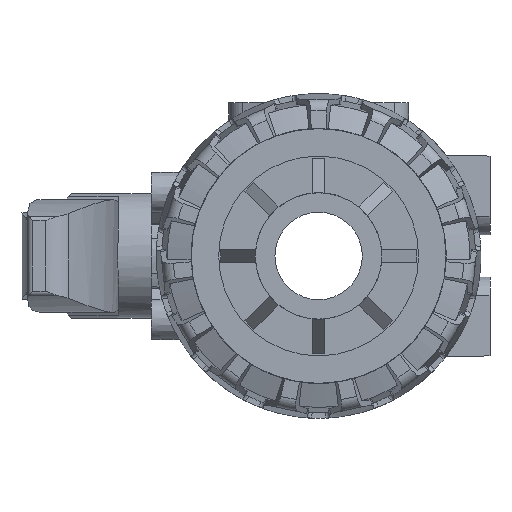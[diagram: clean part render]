
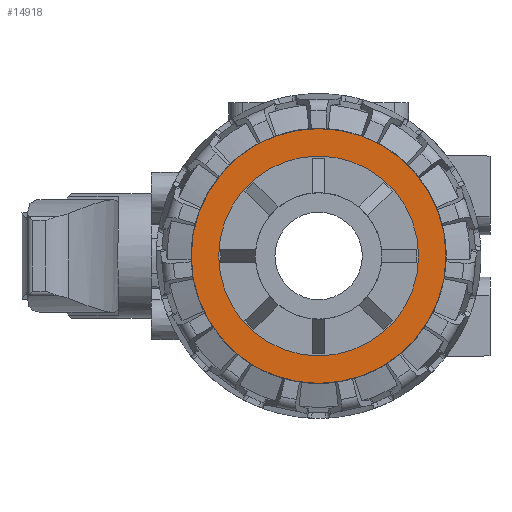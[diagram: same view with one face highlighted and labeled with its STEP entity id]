
A CAD part, left-side view. The second image highlights one B-rep face of the part: STEP entity #14918.
In plain terms, the highlighted face is planar.
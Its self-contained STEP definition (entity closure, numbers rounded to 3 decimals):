
#1224=FACE_BOUND($,#3575,.T.);
#1225=FACE_BOUND($,#3576,.T.);
#1626=CIRCLE($,#16301,25.5);
#1646=CIRCLE($,#16342,20.);
#3575=EDGE_LOOP($,(#13293));
#3576=EDGE_LOOP($,(#13294));
#6673=VERTEX_POINT($,#27499);
#6698=VERTEX_POINT($,#27591);
#8752=EDGE_CURVE($,#6673,#6673,#1626,.T.);
#8795=EDGE_CURVE($,#6698,#6698,#1646,.T.);
#13293=ORIENTED_EDGE($,*,*,#8795,.T.);
#13294=ORIENTED_EDGE($,*,*,#8752,.T.);
#14113=PLANE($,#16508);
#14918=ADVANCED_FACE($,(#1224,#1225),#14113,.T.);
#16301=AXIS2_PLACEMENT_3D($,#27500,#19932,#19933);
#16342=AXIS2_PLACEMENT_3D($,#27592,#20018,#20019);
#16508=AXIS2_PLACEMENT_3D($,#28372,#20407,#20408);
#19932=DIRECTION('center_axis',(0.,1.,0.));
#19933=DIRECTION('ref_axis',(-1.,0.,0.));
#20018=DIRECTION('center_axis',(0.,-1.,0.));
#20019=DIRECTION('ref_axis',(0.,0.,1.));
#20407=DIRECTION('center_axis',(0.,1.,0.));
#20408=DIRECTION('ref_axis',(0.,0.,1.));
#27499=CARTESIAN_POINT('',(-25.5,27.1,0.));
#27500=CARTESIAN_POINT('Origin',(0.,27.1,0.));
#27591=CARTESIAN_POINT('',(0.,27.1,20.));
#27592=CARTESIAN_POINT('Origin',(0.,27.1,0.));
#28372=CARTESIAN_POINT('Origin',(-12.75,27.1,0.));
